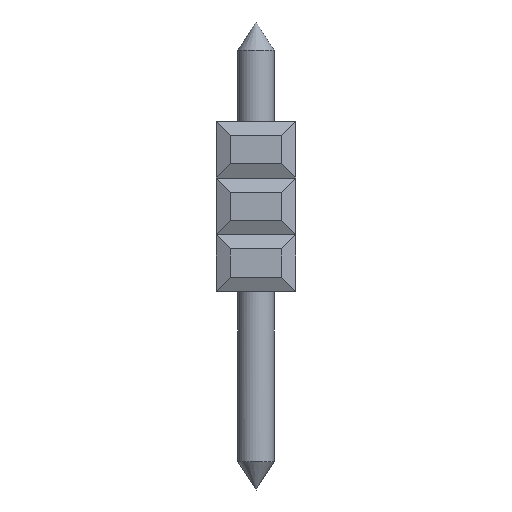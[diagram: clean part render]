
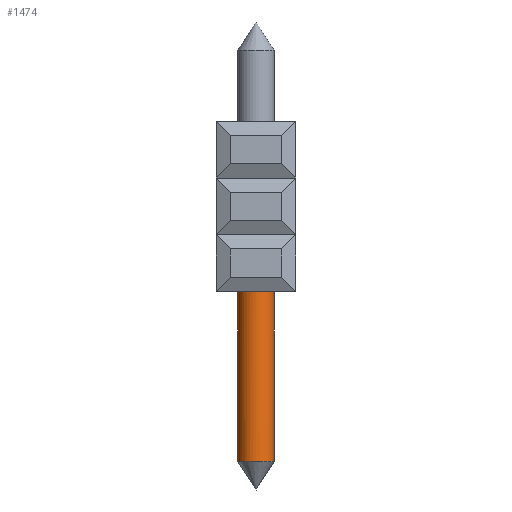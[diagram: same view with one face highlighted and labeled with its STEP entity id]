
A CAD part, left-side view. The second image highlights one B-rep face of the part: STEP entity #1474.
In plain terms, the highlighted cylindrical face has radius 0.65 mm (diameter 1.3 mm), a full revolution.
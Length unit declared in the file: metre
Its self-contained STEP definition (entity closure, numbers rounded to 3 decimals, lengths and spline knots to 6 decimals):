
#1474=ADVANCED_FACE('',(#3513,#3514),#3515,.T.);
#3513=FACE_OUTER_BOUND('',#6028,.T.);
#3514=FACE_OUTER_BOUND('',#6029,.T.);
#3515=CYLINDRICAL_SURFACE('',#6030,0.00065);
#6028=EDGE_LOOP('',(#10593));
#6029=EDGE_LOOP('',(#10594));
#6030=AXIS2_PLACEMENT_3D('',#10595,#10596,#10597);
#10593=ORIENTED_EDGE('',*,*,#15448,.F.);
#10594=ORIENTED_EDGE('',*,*,#15449,.F.);
#10595=CARTESIAN_POINT('',(0.04065,-0.03326,-0.0015));
#10596=DIRECTION('',(0.0,0.,-1.0));
#10597=DIRECTION('',(-1.0,0.0,0.0));
#15448=EDGE_CURVE('',#18835,#18835,#18836,.T.);
#15449=EDGE_CURVE('',#18837,#18837,#18838,.T.);
#18835=VERTEX_POINT('',#23468);
#18836=CIRCLE('',#23469,0.00065);
#18837=VERTEX_POINT('',#23470);
#18838=CIRCLE('',#23471,0.00065);
#23468=CARTESIAN_POINT('',(0.04104,-0.03274,-0.012));
#23469=AXIS2_PLACEMENT_3D('',#26497,#26498,#26499);
#23470=CARTESIAN_POINT('',(0.04065,-0.03391,-0.0058));
#23471=AXIS2_PLACEMENT_3D('',#26500,#26501,#26502);
#26497=CARTESIAN_POINT('',(0.04065,-0.03326,-0.012));
#26498=DIRECTION('',(0.,0.,-1.0));
#26499=DIRECTION('',(0.6,0.8,0.));
#26500=CARTESIAN_POINT('',(0.04065,-0.03326,-0.0058));
#26501=DIRECTION('',(0.0,0.,1.0));
#26502=DIRECTION('',(0.0,-1.0,0.));
